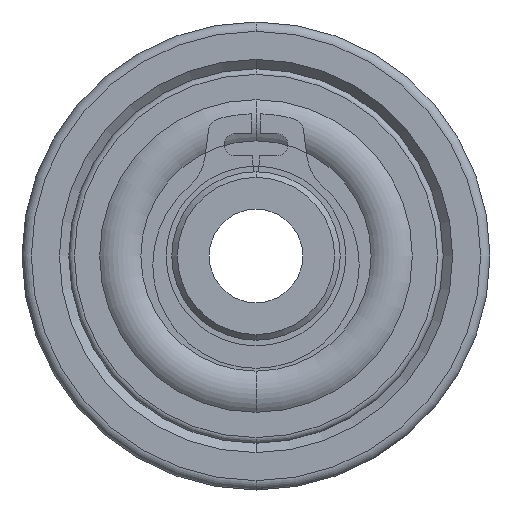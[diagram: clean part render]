
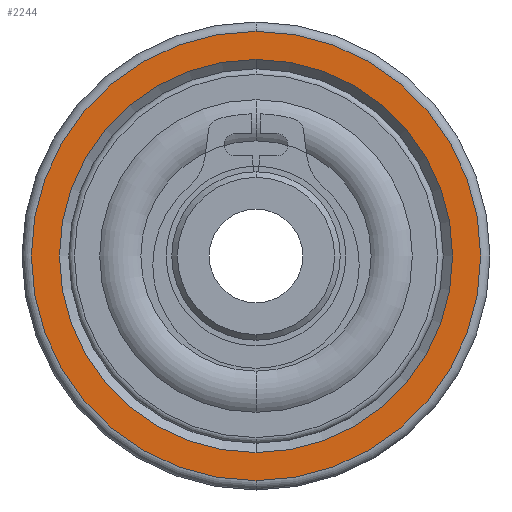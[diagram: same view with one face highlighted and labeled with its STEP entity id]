
A CAD part, front view. The second image highlights one B-rep face of the part: STEP entity #2244.
In plain terms, the highlighted planar face has unit normal (0, -1, 0).
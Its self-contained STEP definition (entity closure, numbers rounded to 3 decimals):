
#25 = CARTESIAN_POINT ( 'NONE',  ( -12.79, -108.027, 275. ) ) ;
#252 = CIRCLE ( 'NONE', #713, 10.5 ) ;
#269 = CIRCLE ( 'NONE', #2914, 12. ) ;
#290 = EDGE_CURVE ( 'NONE', #304, #951, #1548, .T. ) ;
#304 = VERTEX_POINT ( 'NONE', #618 ) ;
#311 = FACE_BOUND ( 'NONE', #2916, .T. ) ;
#369 = EDGE_CURVE ( 'NONE', #2199, #1462, #252, .T. ) ;
#530 = DIRECTION ( 'NONE',  ( 0., -1., 0. ) ) ;
#618 = CARTESIAN_POINT ( 'NONE',  ( -12.79, -108.027, 287. ) ) ;
#713 = AXIS2_PLACEMENT_3D ( 'NONE', #2484, #1106, #2721 ) ;
#836 = FACE_OUTER_BOUND ( 'NONE', #1414, .T. ) ;
#847 = DIRECTION ( 'NONE',  ( 0., -1., 0. ) ) ;
#853 = ORIENTED_EDGE ( 'NONE', *, *, #290, .T. ) ;
#927 = ORIENTED_EDGE ( 'NONE', *, *, #369, .T. ) ;
#951 = VERTEX_POINT ( 'NONE', #1980 ) ;
#978 = AXIS2_PLACEMENT_3D ( 'NONE', #1748, #1049, #2430 ) ;
#1049 = DIRECTION ( 'NONE',  ( 0., -1., 0. ) ) ;
#1106 = DIRECTION ( 'NONE',  ( 0., 1., 0. ) ) ;
#1186 = CARTESIAN_POINT ( 'NONE',  ( -12.79, -108.027, 264.5 ) ) ;
#1300 = CIRCLE ( 'NONE', #2318, 10.5 ) ;
#1350 = EDGE_CURVE ( 'NONE', #1462, #2199, #1300, .T. ) ;
#1414 = EDGE_LOOP ( 'NONE', ( #2618, #853 ) ) ;
#1462 = VERTEX_POINT ( 'NONE', #1186 ) ;
#1548 = CIRCLE ( 'NONE', #2939, 12. ) ;
#1748 = CARTESIAN_POINT ( 'NONE',  ( -2.79, -108.027, 275. ) ) ;
#1903 = CARTESIAN_POINT ( 'NONE',  ( -12.79, -108.027, 275. ) ) ;
#1916 = DIRECTION ( 'NONE',  ( 0., 1., 0. ) ) ;
#1980 = CARTESIAN_POINT ( 'NONE',  ( -12.79, -108.027, 263. ) ) ;
#2134 = DIRECTION ( 'NONE',  ( 0., 0., -1. ) ) ;
#2158 = DIRECTION ( 'NONE',  ( 0., 0., -1. ) ) ;
#2199 = VERTEX_POINT ( 'NONE', #2243 ) ;
#2241 = CARTESIAN_POINT ( 'NONE',  ( -12.79, -108.027, 275. ) ) ;
#2243 = CARTESIAN_POINT ( 'NONE',  ( -12.79, -108.027, 285.5 ) ) ;
#2244 = ADVANCED_FACE ( 'NONE', ( #836, #311 ), #2904, .T. ) ;
#2318 = AXIS2_PLACEMENT_3D ( 'NONE', #25, #1916, #2158 ) ;
#2429 = EDGE_CURVE ( 'NONE', #951, #304, #269, .T. ) ;
#2430 = DIRECTION ( 'NONE',  ( 0., 0., -1. ) ) ;
#2453 = DIRECTION ( 'NONE',  ( 0., 0., -1. ) ) ;
#2484 = CARTESIAN_POINT ( 'NONE',  ( -12.79, -108.027, 275. ) ) ;
#2618 = ORIENTED_EDGE ( 'NONE', *, *, #2429, .T. ) ;
#2688 = ORIENTED_EDGE ( 'NONE', *, *, #1350, .T. ) ;
#2721 = DIRECTION ( 'NONE',  ( 0., 0., -1. ) ) ;
#2904 = PLANE ( 'NONE',  #978 ) ;
#2914 = AXIS2_PLACEMENT_3D ( 'NONE', #1903, #530, #2134 ) ;
#2916 = EDGE_LOOP ( 'NONE', ( #2688, #927 ) ) ;
#2939 = AXIS2_PLACEMENT_3D ( 'NONE', #2241, #847, #2453 ) ;
